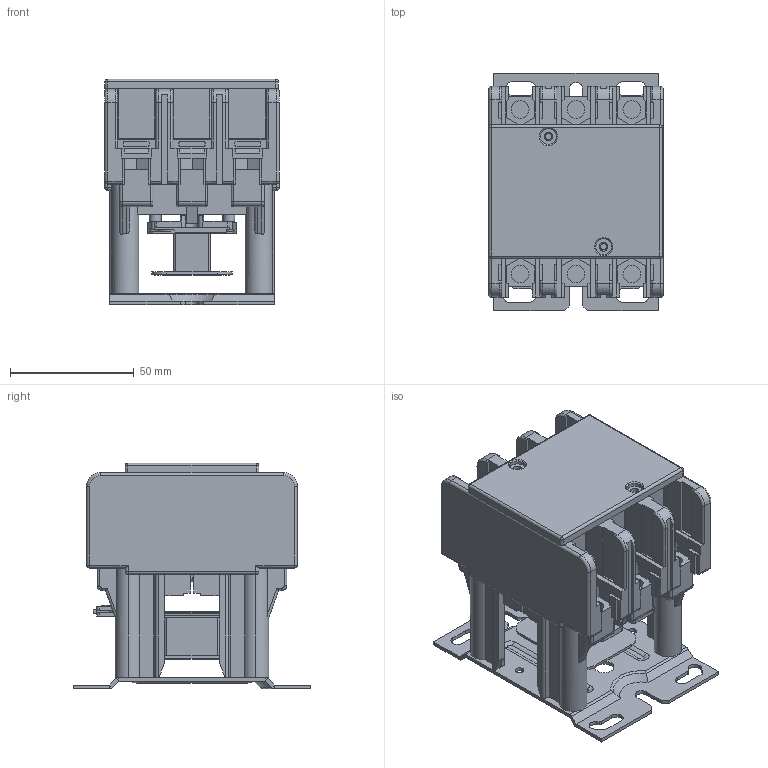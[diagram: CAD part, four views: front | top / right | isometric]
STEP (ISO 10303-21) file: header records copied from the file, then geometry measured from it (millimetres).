
FILE_DESCRIPTION((''),'2;1');
FILE_NAME('SA_3P_5060A_ASM','2021-06-11T',('LESTER'),(''),'PRO/ENGINEER BY PARAMETRIC TECHNOLOGY CORPORATION, 2017170','PRO/ENGINEER BY PARAMETRIC TECHNOLOGY CORPORATION, 2017170','');
FILE_SCHEMA(('CONFIG_CONTROL_DESIGN'));
Length unit declared in the file: millimetre
Products named in the file (11): PRODUCT_89498; PRODUCT_2089_ASM; 50A____-91817; PRODUCT_27736; PRODUCT_138857_ASM; PRODUCT_50379; 50A__; PRODUCT_104429; PRODUCT_84889_ASM; SA_1P_5060A_ASM; SA_3P_5060A_ASM
Assembly tree (11 placements, depth 4):
  SA_3P_5060A_ASM
    SA_1P_5060A_ASM
      PRODUCT_2089_ASM
        PRODUCT_89498
      50A____-91817  x2
      PRODUCT_138857_ASM
        PRODUCT_27736
      PRODUCT_50379
      50A__
      PRODUCT_84889_ASM
        PRODUCT_104429
Bounding box: 70.5 x 96 x 91 mm (x, y, z)
Volume: 189778.9 mm3; surface area: 110164.4 mm2
Topology: 5 solids, 9 shells, 1665 faces, 4583 edges, 2965 vertices
Faces by surface type: plane 1117, cylinder 448, bspline 33, cone 30, torus 25, sphere 12
Entity records: 53434 total; most frequent: CARTESIAN_POINT 10178, ORIENTED_EDGE 9130, DIRECTION 8845, EDGE_CURVE 4567, VECTOR 3491, LINE 3491, VERTEX_POINT 2961, AXIS2_PLACEMENT_3D 2677
